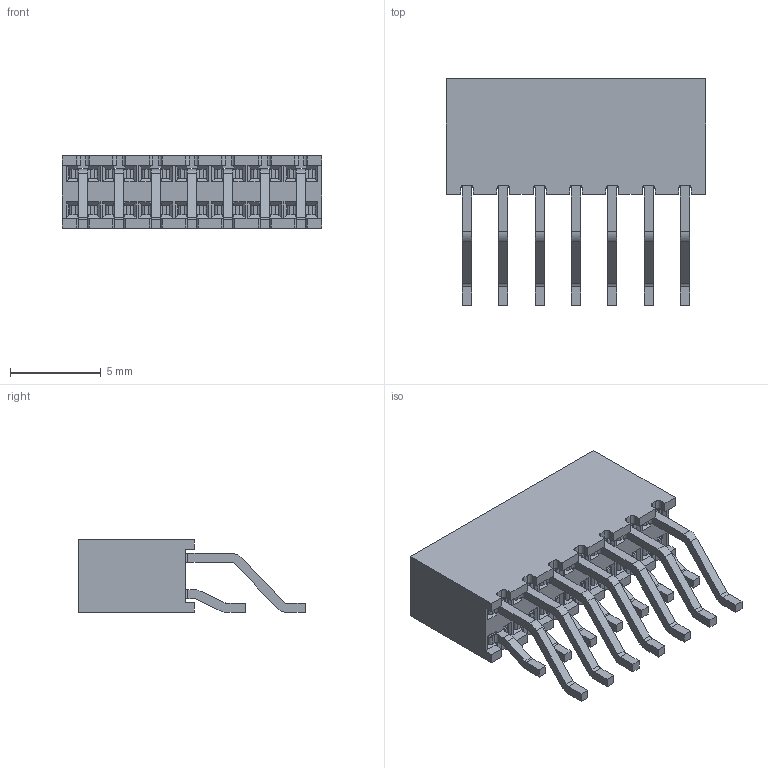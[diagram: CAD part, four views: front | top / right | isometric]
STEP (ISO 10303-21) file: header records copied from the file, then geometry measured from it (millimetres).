
FILE_DESCRIPTION(/* description */ ('Unknown'),/* implementation_level */ '2;1');
FILE_NAME(/* name */ 'J_Wurth_WR-PHD_621114284621',/* time_stamp */ '2025-04-28T16:38:41+08:00',/* author */ ('Unknown'),/* organization */ ('Unknown'),/* preprocessor_version */ 'ST-DEVELOPER v19.4',/* originating_system */ 'Solid Edge',/* authorisation */ 'Unknown');
FILE_SCHEMA (('AUTOMOTIVE_DESIGN {1 0 10303 214 3 1 1}'));
Length unit declared in the file: millimetre
Products named in the file (2): J_Wurth_WR-PHD_621114284621
Assembly tree (1 placements, depth 2):
  J_Wurth_WR-PHD_621114284621
    J_Wurth_WR-PHD_621114284621
Bounding box: 14.3 x 12.45 x 4 mm (x, y, z)
Volume: 323.7 mm3; surface area: 1085.6 mm2
Topology: 1 solids, 1 shells, 1396 faces, 4140 edges, 2704 vertices
Faces by surface type: plane 1004, cylinder 392
Entity records: 56359 total; most frequent: ORIENTED_EDGE 8280, CARTESIAN_POINT 8242, DIRECTION 7776, EDGE_CURVE 4140, LINE 3300, VECTOR 3300, VERTEX_POINT 2704, AXIS2_PLACEMENT_3D 2238
